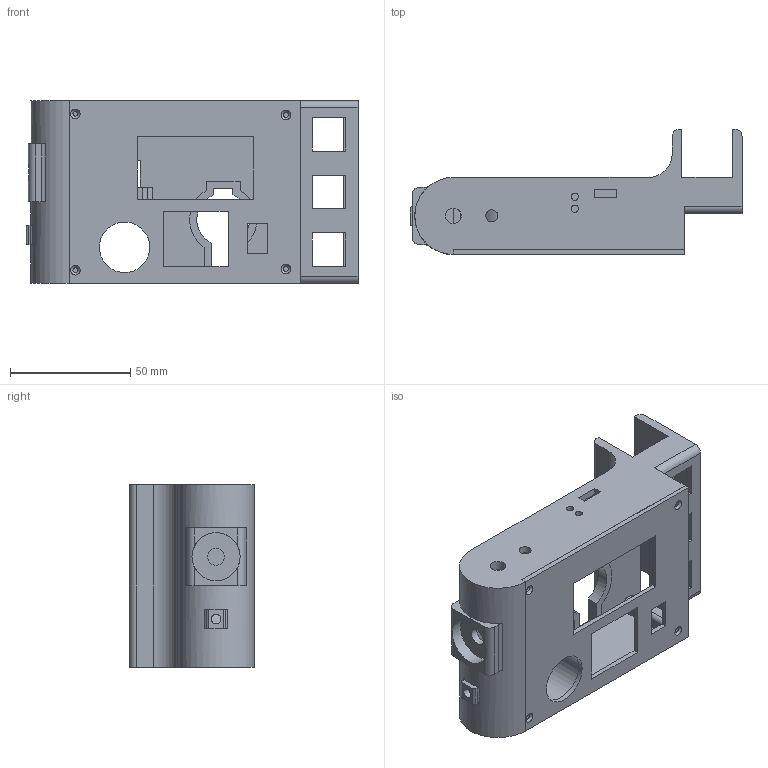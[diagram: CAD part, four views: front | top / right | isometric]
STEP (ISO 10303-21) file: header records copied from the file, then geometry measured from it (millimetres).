
FILE_DESCRIPTION(/* description */ (''),/* implementation_level */ '2;1');
FILE_NAME(/* name */ 'otsi 10012024.step',/* time_stamp */ '2024-01-10T20:19:12+01:00',/* author */ (''),/* organization */ (''),/* preprocessor_version */ 'ST-DEVELOPER v20',/* originating_system */ 'Autodesk Translation Framework v12.14.0.127',/* authorisation */ '');
FILE_SCHEMA (('AUTOMOTIVE_DESIGN { 1 0 10303 214 3 1 1 }'));
Length unit declared in the file: millimetre
Products named in the file (3): otsi; Component1; Component2
Assembly tree (2 placements, depth 2):
  otsi
    Component1
    Component2
Bounding box: 138 x 52 x 76.04 mm (x, y, z)
Volume: 92839.3 mm3; surface area: 65669.5 mm2
Topology: 2 solids, 2 shells, 180 faces, 527 edges, 350 vertices
Faces by surface type: plane 121, cylinder 53, cone 6
Full cylindrical faces by diameter (mm): 2 x4, 3 x8, 4 x1, 5 x1, 6.5 x1, 7 x1, 20 x1, 21 x2
Entity records: 6424 total; most frequent: CARTESIAN_POINT 1410, ORIENTED_EDGE 1054, DIRECTION 979, EDGE_CURVE 527, LINE 385, VECTOR 385, VERTEX_POINT 350, AXIS2_PLACEMENT_3D 297
